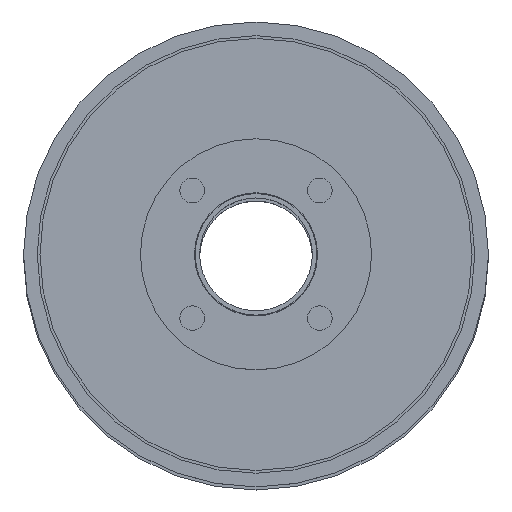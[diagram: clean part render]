
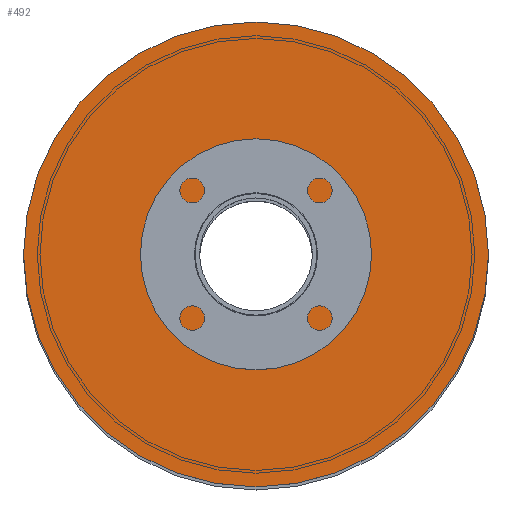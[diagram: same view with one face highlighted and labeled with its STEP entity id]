
A CAD part, top view. The second image highlights one B-rep face of the part: STEP entity #492.
In plain terms, the highlighted planar face has unit normal (0, 0, 1).
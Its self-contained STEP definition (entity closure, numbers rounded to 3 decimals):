
#40=PLANE('',#576);
#90=FACE_BOUND('',#209,.T.);
#126=FACE_OUTER_BOUND('',#208,.T.);
#208=EDGE_LOOP('',(#428));
#209=EDGE_LOOP('',(#429));
#256=CIRCLE('',#571,45.45);
#258=CIRCLE('',#574,170.);
#300=VERTEX_POINT('',#850);
#302=VERTEX_POINT('',#855);
#344=EDGE_CURVE('',#300,#300,#256,.T.);
#346=EDGE_CURVE('',#302,#302,#258,.T.);
#428=ORIENTED_EDGE('',*,*,#346,.F.);
#429=ORIENTED_EDGE('',*,*,#344,.T.);
#492=ADVANCED_FACE('',(#126,#90),#40,.F.);
#571=AXIS2_PLACEMENT_3D('',#851,#718,#719);
#574=AXIS2_PLACEMENT_3D('',#856,#724,#725);
#576=AXIS2_PLACEMENT_3D('',#859,#728,#729);
#718=DIRECTION('center_axis',(0.,0.,-1.));
#719=DIRECTION('ref_axis',(-1.,0.,0.));
#724=DIRECTION('center_axis',(0.,0.,-1.));
#725=DIRECTION('ref_axis',(-1.,0.,0.));
#728=DIRECTION('center_axis',(0.,0.,-1.));
#729=DIRECTION('ref_axis',(-1.,0.,0.));
#850=CARTESIAN_POINT('',(45.45,0.,1293.));
#851=CARTESIAN_POINT('Origin',(0.,0.,1293.));
#855=CARTESIAN_POINT('',(170.,0.,1293.));
#856=CARTESIAN_POINT('Origin',(0.,0.,1293.));
#859=CARTESIAN_POINT('Origin',(0.,0.,1293.));
